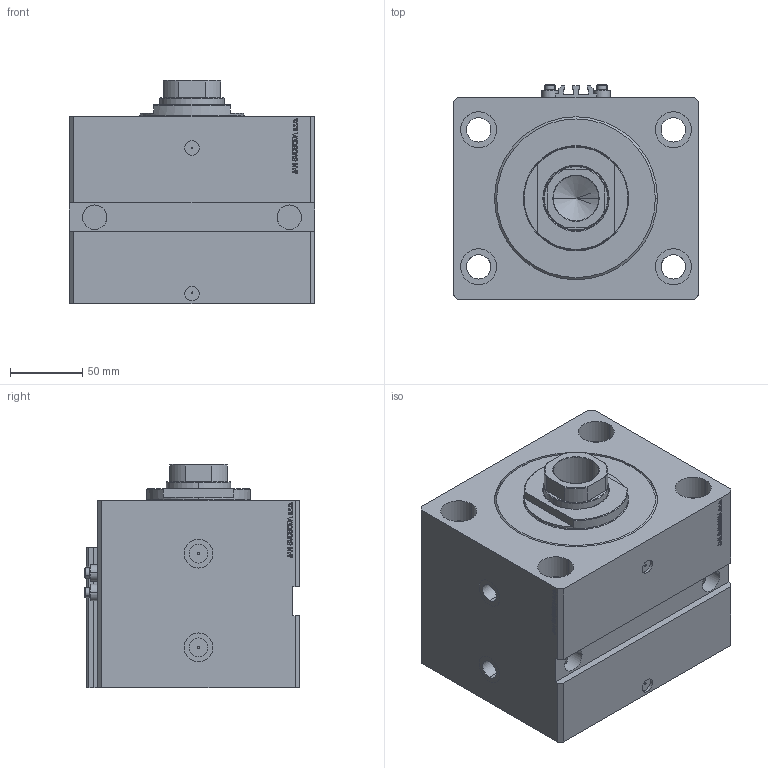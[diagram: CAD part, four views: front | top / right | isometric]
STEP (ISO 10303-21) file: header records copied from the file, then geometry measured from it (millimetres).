
FILE_DESCRIPTION (( 'STEP AP203' ), '1' );
FILE_NAME ('31a3.STEP', '2023-10-07T12:00:43', ( '' ), ( '' ), 'SwSTEP 2.0', 'SolidWorks 2019', '' );
FILE_SCHEMA (( 'CONFIG_CONTROL_DESIGN' ));
Length unit declared in the file: millimetre
Products named in the file (5): 31a3; V250CE_C_VCP 2197cd7bc8e3aa7813724cff68a6473c; V250CE_VC_E 2197cd7bc8e3aa7813724cff68a6473c; ALLEN BOLT V250CE 2197cd7bc8e3aa7813724cff68a6473c; V250CE_E_Body 2197cd7bc8e3aa7813724cff68a6473c
Assembly tree (7 placements, depth 2):
  31a3
    V250CE_E_Body 2197cd7bc8e3aa7813724cff68a6473c
    ALLEN BOLT V250CE 2197cd7bc8e3aa7813724cff68a6473c  x4
    V250CE_C_VCP 2197cd7bc8e3aa7813724cff68a6473c
    V250CE_VC_E 2197cd7bc8e3aa7813724cff68a6473c
Bounding box: 170 x 149 x 155 mm (x, y, z)
Volume: 2775047.6 mm3; surface area: 294336.1 mm2
Topology: 8 solids, 8 shells, 1121 faces, 2792 edges, 1823 vertices
Faces by surface type: plane 553, bspline 368, cylinder 130, cone 56, torus 14
Entity records: 48950 total; most frequent: CARTESIAN_POINT 25565, ORIENTED_EDGE 5274, DIRECTION 3495, EDGE_CURVE 2637, VERTEX_POINT 1739, VECTOR 1613, LINE 1613, EDGE_LOOP 1188
